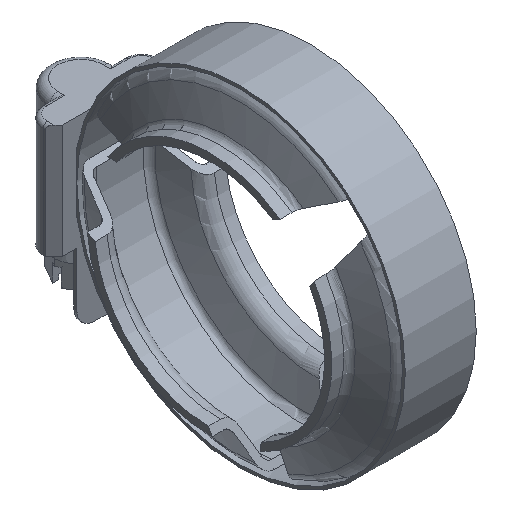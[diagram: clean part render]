
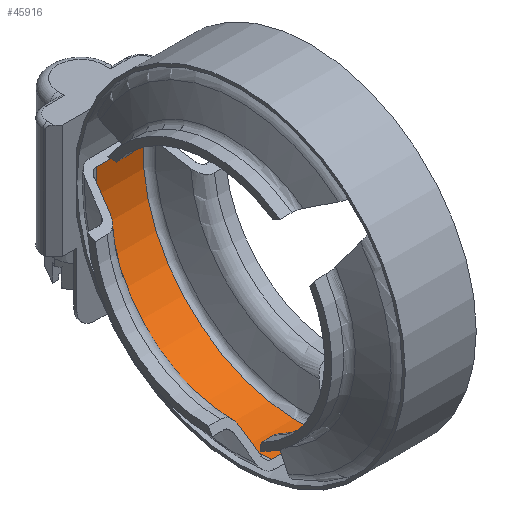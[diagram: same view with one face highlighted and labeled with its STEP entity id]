
A CAD part, isometric view. The second image highlights one B-rep face of the part: STEP entity #45916.
In plain terms, the highlighted cylindrical face has radius 27.432 mm (diameter 54.864 mm), a partial arc.
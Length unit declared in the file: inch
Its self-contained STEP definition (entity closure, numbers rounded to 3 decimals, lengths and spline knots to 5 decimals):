
#44825=CARTESIAN_POINT('',(0.16499,-0.13695,-1.07128));
#44826=VERTEX_POINT('',#44825);
#44840=CARTESIAN_POINT('',(-0.16499,-0.13695,-1.07128));
#44841=VERTEX_POINT('',#44840);
#44842=CARTESIAN_POINT('',(-0.16499,-0.13695,-1.07128));
#44843=DIRECTION('',(1.0,0.0,0.0));
#44844=VECTOR('',#44843,0.32998);
#44845=LINE('',#44842,#44844);
#44846=EDGE_CURVE('',#44841,#44826,#44845,.T.);
#45100=CARTESIAN_POINT('',(-0.16499,1.07706,0.07968));
#45101=VERTEX_POINT('',#45100);
#45115=CARTESIAN_POINT('',(0.16499,1.07706,0.07968));
#45116=VERTEX_POINT('',#45115);
#45117=CARTESIAN_POINT('',(0.16499,1.07706,0.07968));
#45118=DIRECTION('',(-1.0,0.0,0.0));
#45119=VECTOR('',#45118,0.32998);
#45120=LINE('',#45117,#45119);
#45121=EDGE_CURVE('',#45116,#45101,#45120,.T.);
#45871=CARTESIAN_POINT('',(0.16499,0.0,0.0));
#45872=DIRECTION('',(1.0,0.0,0.0));
#45873=DIRECTION('',(0.0,1.0,0.0));
#45874=AXIS2_PLACEMENT_3D('',#45871,#45872,#45873);
#45875=CIRCLE('',#45874,1.08);
#45876=EDGE_CURVE('',#44826,#45116,#45875,.T.);
#45899=CARTESIAN_POINT('',(0.0,0.0,0.0));
#45900=DIRECTION('',(1.0,0.0,0.0));
#45901=DIRECTION('',(0.0,1.0,0.0));
#45902=AXIS2_PLACEMENT_3D('',#45899,#45900,#45901);
#45903=CYLINDRICAL_SURFACE('',#45902,1.08);
#45904=ORIENTED_EDGE('',*,*,#44846,.T.);
#45905=ORIENTED_EDGE('',*,*,#45876,.T.);
#45906=ORIENTED_EDGE('',*,*,#45121,.T.);
#45907=CARTESIAN_POINT('',(-0.16499,0.0,0.0));
#45908=DIRECTION('',(1.0,0.0,0.0));
#45909=DIRECTION('',(0.0,1.0,0.0));
#45910=AXIS2_PLACEMENT_3D('',#45907,#45908,#45909);
#45911=CIRCLE('',#45910,1.08);
#45912=EDGE_CURVE('',#44841,#45101,#45911,.T.);
#45913=ORIENTED_EDGE('',*,*,#45912,.F.);
#45914=EDGE_LOOP('',(#45904,#45905,#45906,#45913));
#45915=FACE_OUTER_BOUND('',#45914,.T.);
#45916=ADVANCED_FACE('',(#45915),#45903,.F.);
